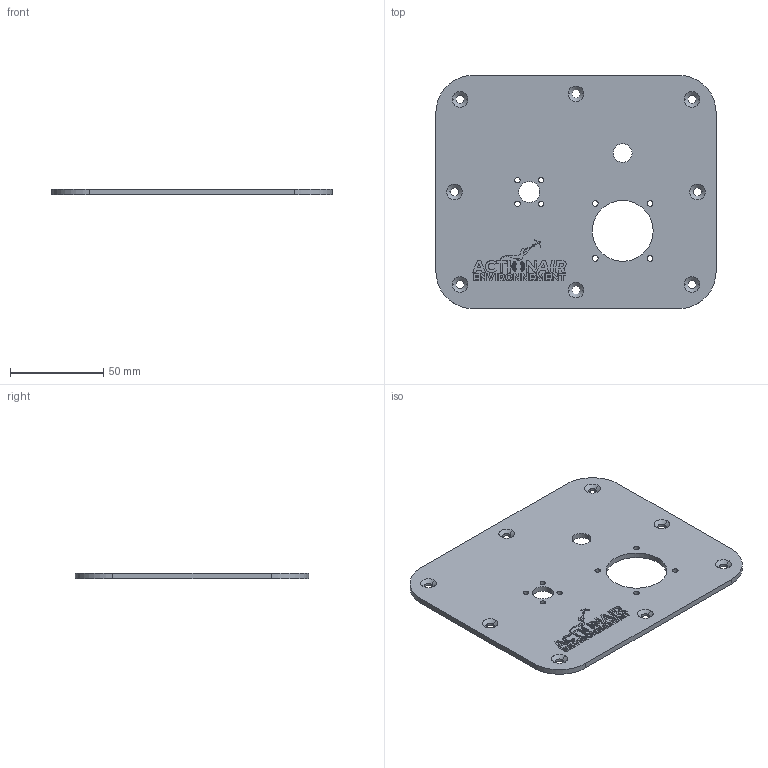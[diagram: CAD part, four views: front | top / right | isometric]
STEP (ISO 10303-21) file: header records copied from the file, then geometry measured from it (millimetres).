
FILE_DESCRIPTION (( 'STEP AP203' ), '1' );
FILE_NAME ('PowerPanel_Front.STEP', '2023-10-23T10:20:41', ( '' ), ( '' ), 'SwSTEP 2.0', 'SolidWorks 2022', '' );
FILE_SCHEMA (( 'CONFIG_CONTROL_DESIGN' ));
Length unit declared in the file: millimetre
Products named in the file (1): PowerPanel_Front
Bounding box: 150 x 125 x 3 mm (x, y, z)
Volume: 51121.4 mm3; surface area: 37561.2 mm2
Topology: 1 solids, 1 shells, 397 faces, 1067 edges, 706 vertices
Faces by surface type: plane 238, bspline 101, cylinder 42, cone 16
Entity records: 13152 total; most frequent: CARTESIAN_POINT 3644, ORIENTED_EDGE 2134, DIRECTION 1559, EDGE_CURVE 1067, VECTOR 765, LINE 765, VERTEX_POINT 706, EDGE_LOOP 469
